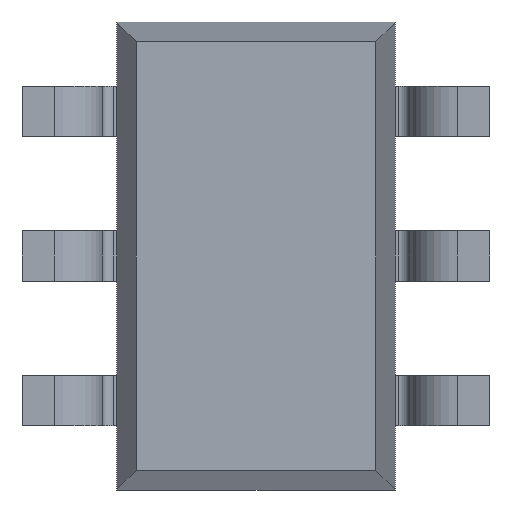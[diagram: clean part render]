
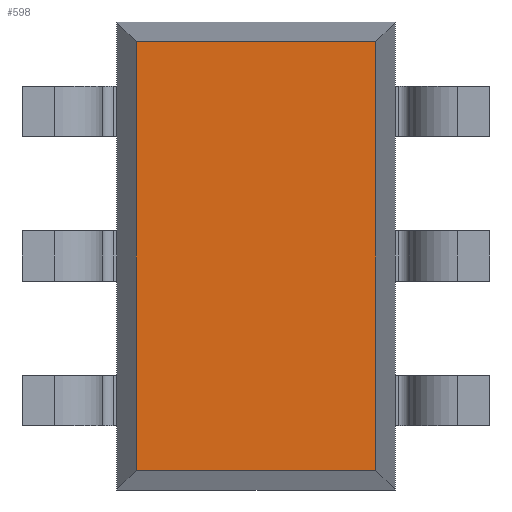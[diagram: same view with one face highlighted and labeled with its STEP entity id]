
A CAD part, front view. The second image highlights one B-rep face of the part: STEP entity #598.
In plain terms, the highlighted planar face has unit normal (0, -1, 0).
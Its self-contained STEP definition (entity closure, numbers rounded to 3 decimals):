
#56 = PLANE ( 'NONE',  #1937 ) ;
#65 = ORIENTED_EDGE ( 'NONE', *, *, #2570, .T. ) ;
#75 = VECTOR ( 'NONE', #2738, 1000. ) ;
#142 = CARTESIAN_POINT ( 'NONE',  ( -0.537, 0.1, 0. ) ) ;
#207 = VECTOR ( 'NONE', #365, 1000. ) ;
#247 = CARTESIAN_POINT ( 'NONE',  ( 0.537, 0.1, -0.962 ) ) ;
#289 = LINE ( 'NONE', #2466, #207 ) ;
#320 = VECTOR ( 'NONE', #2171, 1000. ) ;
#365 = DIRECTION ( 'NONE',  ( 1., 0., 0. ) ) ;
#598 = ADVANCED_FACE ( 'NONE', ( #3084 ), #56, .T. ) ;
#746 = EDGE_CURVE ( 'NONE', #834, #2464, #289, .T. ) ;
#758 = LINE ( 'NONE', #1048, #1068 ) ;
#834 = VERTEX_POINT ( 'NONE', #1494 ) ;
#1048 = CARTESIAN_POINT ( 'NONE',  ( 0.537, 0.1, 0. ) ) ;
#1068 = VECTOR ( 'NONE', #1936, 1000. ) ;
#1142 = CARTESIAN_POINT ( 'NONE',  ( -0.537, 0.1, 0.962 ) ) ;
#1196 = DIRECTION ( 'NONE',  ( 0., 0., -1. ) ) ;
#1323 = ORIENTED_EDGE ( 'NONE', *, *, #2706, .T. ) ;
#1374 = ORIENTED_EDGE ( 'NONE', *, *, #746, .T. ) ;
#1376 = VERTEX_POINT ( 'NONE', #1142 ) ;
#1494 = CARTESIAN_POINT ( 'NONE',  ( -0.537, 0.1, -0.962 ) ) ;
#1627 = EDGE_LOOP ( 'NONE', ( #1323, #1374, #65, #2582 ) ) ;
#1681 = CARTESIAN_POINT ( 'NONE',  ( 0.537, 0.1, 0.962 ) ) ;
#1936 = DIRECTION ( 'NONE',  ( 0., 0., 1. ) ) ;
#1937 = AXIS2_PLACEMENT_3D ( 'NONE', #2631, #2863, #1196 ) ;
#2018 = LINE ( 'NONE', #142, #75 ) ;
#2042 = EDGE_CURVE ( 'NONE', #2756, #1376, #2184, .T. ) ;
#2171 = DIRECTION ( 'NONE',  ( -1., 0., 0. ) ) ;
#2184 = LINE ( 'NONE', #2851, #320 ) ;
#2464 = VERTEX_POINT ( 'NONE', #247 ) ;
#2466 = CARTESIAN_POINT ( 'NONE',  ( 0., 0.1, -0.962 ) ) ;
#2570 = EDGE_CURVE ( 'NONE', #2464, #2756, #758, .T. ) ;
#2582 = ORIENTED_EDGE ( 'NONE', *, *, #2042, .T. ) ;
#2631 = CARTESIAN_POINT ( 'NONE',  ( 0., 0.1, 0. ) ) ;
#2706 = EDGE_CURVE ( 'NONE', #1376, #834, #2018, .T. ) ;
#2738 = DIRECTION ( 'NONE',  ( 0., 0., -1. ) ) ;
#2756 = VERTEX_POINT ( 'NONE', #1681 ) ;
#2851 = CARTESIAN_POINT ( 'NONE',  ( 0., 0.1, 0.962 ) ) ;
#2863 = DIRECTION ( 'NONE',  ( 0., -1., 0. ) ) ;
#3084 = FACE_OUTER_BOUND ( 'NONE', #1627, .T. ) ;
